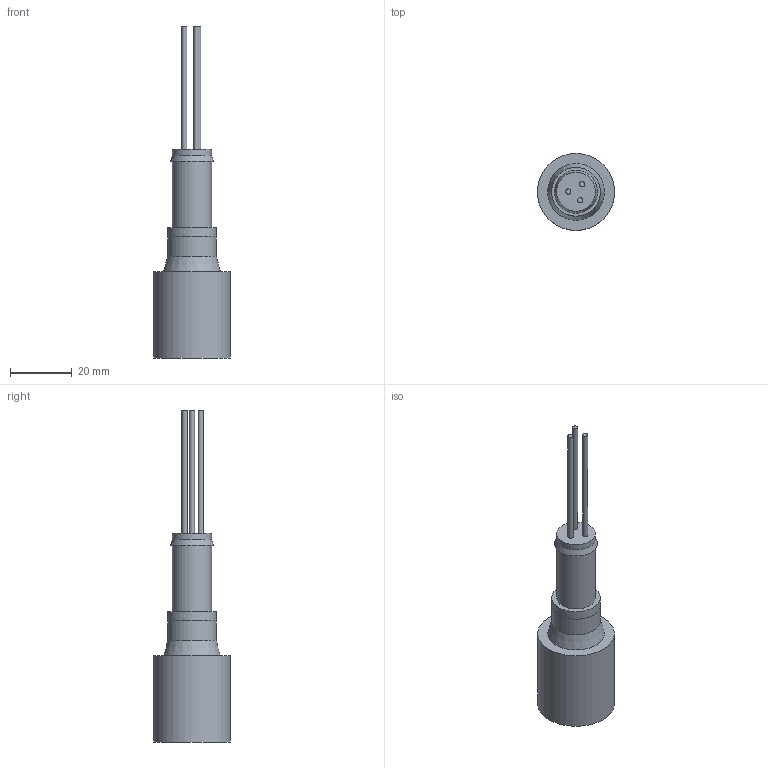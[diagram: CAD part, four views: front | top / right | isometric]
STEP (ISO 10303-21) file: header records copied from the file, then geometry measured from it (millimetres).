
FILE_DESCRIPTION(/* description */ (''),/* implementation_level */ '2;1');
FILE_NAME(/* name */ 'PBOF3F.stp',/* time_stamp */ '2014-11-28T08:34:24+01:00',/* author */ ('sh'),/* organization */ (''),/* preprocessor_version */ 'ST-DEVELOPER v15.2',/* originating_system */ 'Autodesk Inventor 2014',/* authorisation */ '');
FILE_SCHEMA (('AUTOMOTIVE_DESIGN { 1 0 10303 214 3 1 1 }'));
Length unit declared in the file: millimetre
Products named in the file (1): PBOF3F
Bounding box: 25 x 25 x 107.8 mm (x, y, z)
Volume: 19060.3 mm3; surface area: 6597.7 mm2
Topology: 1 solids, 1 shells, 86 faces, 207 edges, 138 vertices
Faces by surface type: plane 41, bspline 31, cylinder 12, cone 2
Full cylindrical faces by diameter (mm): 1.7 x3, 3.2 x1, 4.8 x3, 12.7 x2, 15.78 x1, 15.8 x1, 25 x1
Entity records: 2697 total; most frequent: CARTESIAN_POINT 819, ORIENTED_EDGE 384, DIRECTION 269, EDGE_CURVE 192, VERTEX_POINT 137, EDGE_LOOP 115, LINE 103, VECTOR 103
